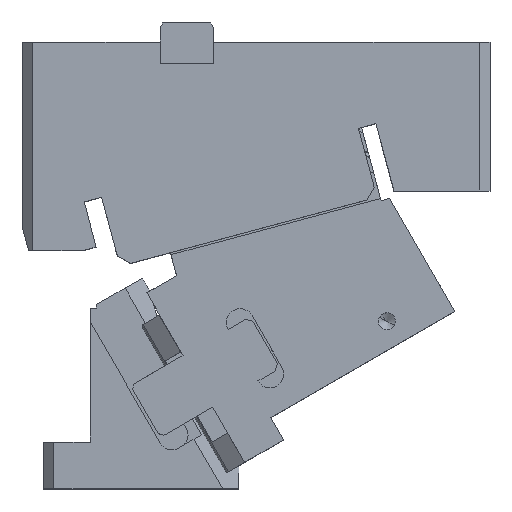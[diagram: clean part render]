
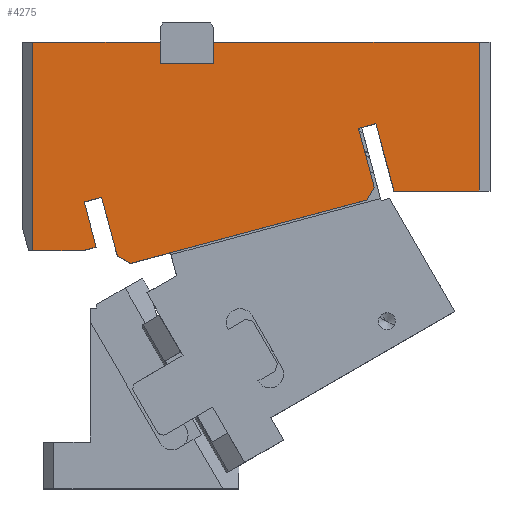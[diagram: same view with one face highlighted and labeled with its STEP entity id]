
A CAD part, top view. The second image highlights one B-rep face of the part: STEP entity #4275.
In plain terms, the highlighted planar face has unit normal (0, 0, 1).
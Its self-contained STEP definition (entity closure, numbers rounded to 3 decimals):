
#419=CARTESIAN_POINT('Vertex',(1.366,81.635,30.)) ;
#422=CARTESIAN_POINT('Line Origine',(-2.498,80.6,30.)) ;
#426=CARTESIAN_POINT('Vertex',(-6.361,79.565,30.)) ;
#429=CARTESIAN_POINT('Line Origine',(-6.603,79.5,30.)) ;
#433=CARTESIAN_POINT('Vertex',(-6.844,79.435,30.)) ;
#454=CARTESIAN_POINT('Vertex',(-127.585,47.083,30.)) ;
#457=CARTESIAN_POINT('Line Origine',(-127.827,47.018,30.)) ;
#461=CARTESIAN_POINT('Vertex',(-128.068,46.954,30.)) ;
#464=CARTESIAN_POINT('Line Origine',(-131.932,45.918,30.)) ;
#468=CARTESIAN_POINT('Vertex',(-135.795,44.883,30.)) ;
#665=CARTESIAN_POINT('Vertex',(9.843,50.,30.)) ;
#668=CARTESIAN_POINT('Line Origine',(5.604,65.818,30.)) ;
#756=CARTESIAN_POINT('Line Origine',(-3.15,65.648,30.)) ;
#760=CARTESIAN_POINT('Vertex',(0.544,51.861,30.)) ;
#984=CARTESIAN_POINT('Line Origine',(-1.224,48.799,30.)) ;
#988=CARTESIAN_POINT('Vertex',(-2.991,45.737,30.)) ;
#1043=CARTESIAN_POINT('Vertex',(-114.073,15.973,30.)) ;
#1046=CARTESIAN_POINT('Line Origine',(-117.135,17.741,30.)) ;
#1050=CARTESIAN_POINT('Vertex',(-120.197,19.509,30.)) ;
#1137=CARTESIAN_POINT('Vertex',(-100.,110.,30.)) ;
#1144=CARTESIAN_POINT('Vertex',(-100.,120.,30.)) ;
#1147=CARTESIAN_POINT('Line Origine',(-100.,115.,30.)) ;
#1163=CARTESIAN_POINT('Vertex',(-75.,120.,30.)) ;
#1170=CARTESIAN_POINT('Vertex',(-75.,110.,30.)) ;
#1173=CARTESIAN_POINT('Line Origine',(-75.,115.,30.)) ;
#1227=CARTESIAN_POINT('Vertex',(50.,50.,30.)) ;
#1241=CARTESIAN_POINT('Vertex',(50.,120.,30.)) ;
#1244=CARTESIAN_POINT('Line Origine',(50.,85.,30.)) ;
#3304=CARTESIAN_POINT('Line Origine',(-87.5,110.,30.)) ;
#3321=CARTESIAN_POINT('Line Origine',(-58.532,30.855,30.)) ;
#3835=CARTESIAN_POINT('Line Origine',(-123.891,33.296,30.)) ;
#3910=CARTESIAN_POINT('Line Origine',(-132.948,34.258,30.)) ;
#3914=CARTESIAN_POINT('Vertex',(-130.101,23.633,30.)) ;
#3962=CARTESIAN_POINT('Line Origine',(-12.5,120.,30.)) ;
#3995=CARTESIAN_POINT('Line Origine',(29.921,50.,30.)) ;
#4108=CARTESIAN_POINT('Vertex',(-160.,120.,30.)) ;
#4111=CARTESIAN_POINT('Line Origine',(-130.,120.,30.)) ;
#4219=CARTESIAN_POINT('Vertex',(-136.194,22.,30.)) ;
#4222=CARTESIAN_POINT('Line Origine',(-133.148,22.816,30.)) ;
#4235=CARTESIAN_POINT('Axis2P3D Location',(-165.,120.,30.)) ;
#4240=CARTESIAN_POINT('Line Origine',(-160.,71.,30.)) ;
#4244=CARTESIAN_POINT('Vertex',(-160.,22.,30.)) ;
#4247=CARTESIAN_POINT('Line Origine',(-148.097,22.,30.)) ;
#423=DIRECTION('Vector Direction',(0.966,0.259,0.)) ;
#430=DIRECTION('Vector Direction',(0.966,0.259,0.)) ;
#458=DIRECTION('Vector Direction',(0.966,0.259,0.)) ;
#465=DIRECTION('Vector Direction',(-0.966,-0.259,0.)) ;
#669=DIRECTION('Vector Direction',(0.259,-0.966,0.)) ;
#757=DIRECTION('Vector Direction',(-0.259,0.966,0.)) ;
#985=DIRECTION('Vector Direction',(0.5,0.866,0.)) ;
#1047=DIRECTION('Vector Direction',(0.866,-0.5,0.)) ;
#1148=DIRECTION('Vector Direction',(0.,1.,0.)) ;
#1174=DIRECTION('Vector Direction',(0.,1.,0.)) ;
#1245=DIRECTION('Vector Direction',(0.,1.,0.)) ;
#3305=DIRECTION('Vector Direction',(1.,0.,0.)) ;
#3322=DIRECTION('Vector Direction',(0.966,0.259,0.)) ;
#3836=DIRECTION('Vector Direction',(-0.259,0.966,0.)) ;
#3911=DIRECTION('Vector Direction',(-0.259,0.966,0.)) ;
#3963=DIRECTION('Vector Direction',(-1.,0.,0.)) ;
#3996=DIRECTION('Vector Direction',(1.,0.,0.)) ;
#4112=DIRECTION('Vector Direction',(-1.,0.,0.)) ;
#4223=DIRECTION('Vector Direction',(0.966,0.259,0.)) ;
#4236=DIRECTION('Axis2P3D Direction',(0.,0.,1.)) ;
#4237=DIRECTION('Axis2P3D XDirection',(1.,0.,0.)) ;
#4241=DIRECTION('Vector Direction',(0.,-1.,0.)) ;
#4248=DIRECTION('Vector Direction',(1.,0.,0.)) ;
#4238=AXIS2_PLACEMENT_3D('Plane Axis2P3D',#4235,#4236,#4237) ;
#4253=ORIENTED_EDGE('',*,*,#3839,.F.) ;
#4254=ORIENTED_EDGE('',*,*,#1052,.T.) ;
#4255=ORIENTED_EDGE('',*,*,#3325,.T.) ;
#4256=ORIENTED_EDGE('',*,*,#990,.T.) ;
#4257=ORIENTED_EDGE('',*,*,#762,.T.) ;
#4258=ORIENTED_EDGE('',*,*,#435,.T.) ;
#4259=ORIENTED_EDGE('',*,*,#428,.T.) ;
#4260=ORIENTED_EDGE('',*,*,#672,.T.) ;
#4261=ORIENTED_EDGE('',*,*,#3999,.T.) ;
#4262=ORIENTED_EDGE('',*,*,#1248,.T.) ;
#4263=ORIENTED_EDGE('',*,*,#3966,.T.) ;
#4264=ORIENTED_EDGE('',*,*,#1177,.F.) ;
#4265=ORIENTED_EDGE('',*,*,#3308,.F.) ;
#4266=ORIENTED_EDGE('',*,*,#1151,.T.) ;
#4267=ORIENTED_EDGE('',*,*,#4115,.T.) ;
#4268=ORIENTED_EDGE('',*,*,#4246,.T.) ;
#4269=ORIENTED_EDGE('',*,*,#4251,.T.) ;
#4270=ORIENTED_EDGE('',*,*,#4226,.T.) ;
#4271=ORIENTED_EDGE('',*,*,#3916,.T.) ;
#4272=ORIENTED_EDGE('',*,*,#470,.F.) ;
#4273=ORIENTED_EDGE('',*,*,#463,.T.) ;
#424=VECTOR('Line Direction',#423,1.) ;
#431=VECTOR('Line Direction',#430,1.) ;
#459=VECTOR('Line Direction',#458,1.) ;
#466=VECTOR('Line Direction',#465,1.) ;
#670=VECTOR('Line Direction',#669,1.) ;
#758=VECTOR('Line Direction',#757,1.) ;
#986=VECTOR('Line Direction',#985,1.) ;
#1048=VECTOR('Line Direction',#1047,1.) ;
#1149=VECTOR('Line Direction',#1148,1.) ;
#1175=VECTOR('Line Direction',#1174,1.) ;
#1246=VECTOR('Line Direction',#1245,1.) ;
#3306=VECTOR('Line Direction',#3305,1.) ;
#3323=VECTOR('Line Direction',#3322,1.) ;
#3837=VECTOR('Line Direction',#3836,1.) ;
#3912=VECTOR('Line Direction',#3911,1.) ;
#3964=VECTOR('Line Direction',#3963,1.) ;
#3997=VECTOR('Line Direction',#3996,1.) ;
#4113=VECTOR('Line Direction',#4112,1.) ;
#4224=VECTOR('Line Direction',#4223,1.) ;
#4242=VECTOR('Line Direction',#4241,1.) ;
#4249=VECTOR('Line Direction',#4248,1.) ;
#4275=ADVANCED_FACE('CAM HOLDER',(#4274),#4239,.T.) ;
#428=EDGE_CURVE('',#427,#420,#425,.T.) ;
#435=EDGE_CURVE('',#434,#427,#432,.T.) ;
#463=EDGE_CURVE('',#462,#455,#460,.T.) ;
#470=EDGE_CURVE('',#462,#469,#467,.T.) ;
#672=EDGE_CURVE('',#420,#666,#671,.T.) ;
#762=EDGE_CURVE('',#761,#434,#759,.T.) ;
#990=EDGE_CURVE('',#989,#761,#987,.T.) ;
#1052=EDGE_CURVE('',#1051,#1044,#1049,.T.) ;
#1151=EDGE_CURVE('',#1138,#1145,#1150,.T.) ;
#1177=EDGE_CURVE('',#1171,#1164,#1176,.T.) ;
#1248=EDGE_CURVE('',#1228,#1242,#1247,.T.) ;
#3308=EDGE_CURVE('',#1138,#1171,#3307,.T.) ;
#3325=EDGE_CURVE('',#1044,#989,#3324,.T.) ;
#3839=EDGE_CURVE('',#1051,#455,#3838,.T.) ;
#3916=EDGE_CURVE('',#3915,#469,#3913,.T.) ;
#3966=EDGE_CURVE('',#1242,#1164,#3965,.T.) ;
#3999=EDGE_CURVE('',#666,#1228,#3998,.T.) ;
#4115=EDGE_CURVE('',#1145,#4109,#4114,.T.) ;
#4226=EDGE_CURVE('',#4220,#3915,#4225,.T.) ;
#4246=EDGE_CURVE('',#4109,#4245,#4243,.T.) ;
#4251=EDGE_CURVE('',#4245,#4220,#4250,.T.) ;
#4252=EDGE_LOOP('',(#4253,#4254,#4255,#4256,#4257,#4258,#4259,#4260,#4261,#4262,#4263,#4264,#4265,#4266,#4267,#4268,#4269,#4270,#4271,#4272,#4273)) ;
#4274=FACE_OUTER_BOUND('',#4252,.T.) ;
#425=LINE('Line',#422,#424) ;
#432=LINE('Line',#429,#431) ;
#460=LINE('Line',#457,#459) ;
#467=LINE('Line',#464,#466) ;
#671=LINE('Line',#668,#670) ;
#759=LINE('Line',#756,#758) ;
#987=LINE('Line',#984,#986) ;
#1049=LINE('Line',#1046,#1048) ;
#1150=LINE('Line',#1147,#1149) ;
#1176=LINE('Line',#1173,#1175) ;
#1247=LINE('Line',#1244,#1246) ;
#3307=LINE('Line',#3304,#3306) ;
#3324=LINE('Line',#3321,#3323) ;
#3838=LINE('Line',#3835,#3837) ;
#3913=LINE('Line',#3910,#3912) ;
#3965=LINE('Line',#3962,#3964) ;
#3998=LINE('Line',#3995,#3997) ;
#4114=LINE('Line',#4111,#4113) ;
#4225=LINE('Line',#4222,#4224) ;
#4243=LINE('Line',#4240,#4242) ;
#4250=LINE('Line',#4247,#4249) ;
#4239=PLANE('Plane',#4238) ;
#420=VERTEX_POINT('',#419) ;
#427=VERTEX_POINT('',#426) ;
#434=VERTEX_POINT('',#433) ;
#455=VERTEX_POINT('',#454) ;
#462=VERTEX_POINT('',#461) ;
#469=VERTEX_POINT('',#468) ;
#666=VERTEX_POINT('',#665) ;
#761=VERTEX_POINT('',#760) ;
#989=VERTEX_POINT('',#988) ;
#1044=VERTEX_POINT('',#1043) ;
#1051=VERTEX_POINT('',#1050) ;
#1138=VERTEX_POINT('',#1137) ;
#1145=VERTEX_POINT('',#1144) ;
#1164=VERTEX_POINT('',#1163) ;
#1171=VERTEX_POINT('',#1170) ;
#1228=VERTEX_POINT('',#1227) ;
#1242=VERTEX_POINT('',#1241) ;
#3915=VERTEX_POINT('',#3914) ;
#4109=VERTEX_POINT('',#4108) ;
#4220=VERTEX_POINT('',#4219) ;
#4245=VERTEX_POINT('',#4244) ;
